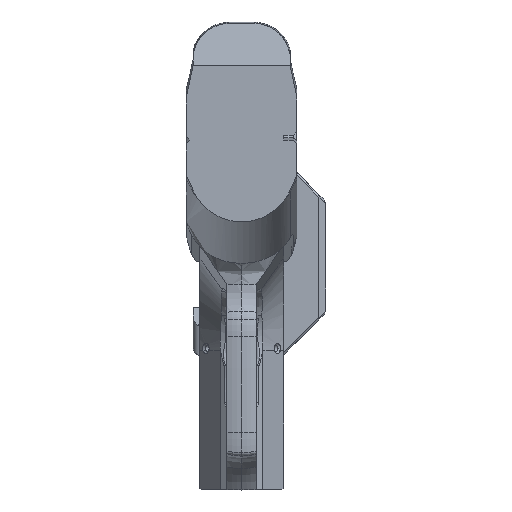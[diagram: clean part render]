
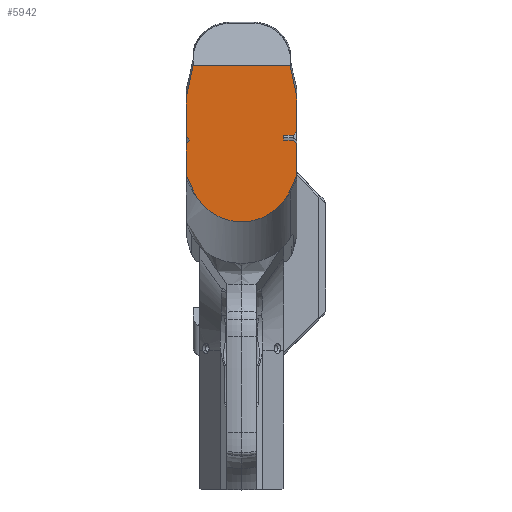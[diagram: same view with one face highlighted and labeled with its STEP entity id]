
A CAD part, front view. The second image highlights one B-rep face of the part: STEP entity #5942.
In plain terms, the highlighted planar face has unit normal (0, -1, 0).
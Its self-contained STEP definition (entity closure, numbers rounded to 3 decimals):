
#201=LINE('',#8216,#675);
#205=LINE('',#8224,#679);
#206=LINE('',#8226,#680);
#208=LINE('',#8230,#682);
#224=LINE('',#8364,#698);
#235=LINE('',#8399,#709);
#247=LINE('',#8442,#721);
#257=LINE('',#8685,#731);
#264=LINE('',#8699,#738);
#266=LINE('',#8703,#740);
#267=LINE('',#8705,#741);
#268=LINE('',#8707,#742);
#269=LINE('',#8708,#743);
#270=LINE('',#8731,#744);
#675=VECTOR('',#6831,1000.);
#679=VECTOR('',#6837,1000.);
#680=VECTOR('',#6840,1000.);
#682=VECTOR('',#6844,1000.);
#698=VECTOR('',#6892,1000.);
#709=VECTOR('',#6915,1000.);
#721=VECTOR('',#6939,1000.);
#731=VECTOR('',#6971,1000.);
#738=VECTOR('',#6984,1000.);
#740=VECTOR('',#6988,1000.);
#741=VECTOR('',#6989,1000.);
#742=VECTOR('',#6990,1000.);
#743=VECTOR('',#6991,1000.);
#744=VECTOR('',#6992,1000.);
#1104=B_SPLINE_CURVE_WITH_KNOTS('',3,(#8710,#8711,#8712,#8713,#8714,#8715,
#8716,#8717,#8718,#8719,#8720,#8721,#8722,#8723,#8724,#8725,#8726,#8727,
#8728,#8729),.UNSPECIFIED.,.F.,.F.,(4,1,1,1,1,1,1,1,1,1,1,1,1,1,1,1,1,4),
(0.045,0.048,0.05,0.051,
0.054,0.057,0.063,0.066,
0.069,0.072,0.075,0.078,
0.08,0.083,0.086,0.088,
0.089,0.092),.UNSPECIFIED.);
#1699=ORIENTED_EDGE('',*,*,#3335,.F.);
#1700=ORIENTED_EDGE('',*,*,#3333,.T.);
#1701=ORIENTED_EDGE('',*,*,#3332,.T.);
#1702=ORIENTED_EDGE('',*,*,#3379,.T.);
#1703=ORIENTED_EDGE('',*,*,#3394,.T.);
#1704=ORIENTED_EDGE('',*,*,#3429,.T.);
#1705=ORIENTED_EDGE('',*,*,#3430,.T.);
#1706=ORIENTED_EDGE('',*,*,#3431,.F.);
#1707=ORIENTED_EDGE('',*,*,#3420,.T.);
#1708=ORIENTED_EDGE('',*,*,#3427,.T.);
#1709=ORIENTED_EDGE('',*,*,#3432,.F.);
#1710=ORIENTED_EDGE('',*,*,#3433,.F.);
#1711=ORIENTED_EDGE('',*,*,#3434,.T.);
#1712=ORIENTED_EDGE('',*,*,#3365,.T.);
#1713=ORIENTED_EDGE('',*,*,#3328,.F.);
#3328=EDGE_CURVE('',#4229,#4230,#201,.T.);
#3332=EDGE_CURVE('',#4231,#4232,#205,.F.);
#3333=EDGE_CURVE('',#4233,#4231,#206,.T.);
#3335=EDGE_CURVE('',#4233,#4229,#208,.T.);
#3365=EDGE_CURVE('',#4252,#4230,#224,.T.);
#3379=EDGE_CURVE('',#4232,#4261,#235,.F.);
#3394=EDGE_CURVE('',#4261,#4270,#247,.F.);
#3420=EDGE_CURVE('',#4289,#4288,#257,.T.);
#3427=EDGE_CURVE('',#4288,#4293,#264,.T.);
#3429=EDGE_CURVE('',#4270,#4294,#266,.T.);
#3430=EDGE_CURVE('',#4294,#4295,#267,.F.);
#3431=EDGE_CURVE('',#4289,#4295,#268,.T.);
#3432=EDGE_CURVE('',#4296,#4293,#269,.T.);
#3433=EDGE_CURVE('',#4297,#4296,#1104,.F.);
#3434=EDGE_CURVE('',#4297,#4252,#270,.F.);
#4229=VERTEX_POINT('',#8215);
#4230=VERTEX_POINT('',#8217);
#4231=VERTEX_POINT('',#8221);
#4232=VERTEX_POINT('',#8223);
#4233=VERTEX_POINT('',#8227);
#4252=VERTEX_POINT('',#8365);
#4261=VERTEX_POINT('',#8398);
#4270=VERTEX_POINT('',#8441);
#4288=VERTEX_POINT('',#8684);
#4289=VERTEX_POINT('',#8686);
#4293=VERTEX_POINT('',#8700);
#4294=VERTEX_POINT('',#8704);
#4295=VERTEX_POINT('',#8706);
#4296=VERTEX_POINT('',#8709);
#4297=VERTEX_POINT('',#8730);
#5017=EDGE_LOOP('',(#1699,#1700,#1701,#1702,#1703,#1704,#1705,#1706,#1707,
#1708,#1709,#1710,#1711,#1712,#1713));
#5384=FACE_BOUND('',#5017,.T.);
#5729=PLANE('',#6323);
#5942=ADVANCED_FACE('',(#5384),#5729,.T.);
#6323=AXIS2_PLACEMENT_3D('',#8702,#6986,#6987);
#6831=DIRECTION('',(1.,0.,0.));
#6837=DIRECTION('',(-0.706,0.,-0.708));
#6840=DIRECTION('',(1.,0.,0.));
#6844=DIRECTION('',(0.,0.,-1.));
#6892=DIRECTION('',(-0.706,0.,0.708));
#6915=DIRECTION('',(0.,0.,-1.));
#6939=DIRECTION('',(0.205,0.,-0.979));
#6971=DIRECTION('',(0.655,0.,-0.756));
#6984=DIRECTION('',(-0.655,0.,-0.756));
#6986=DIRECTION('',(0.,-1.,0.));
#6987=DIRECTION('',(0.,0.,1.));
#6988=DIRECTION('',(-1.,0.,0.));
#6989=DIRECTION('',(0.205,0.,0.979));
#6990=DIRECTION('',(0.,0.,1.));
#6991=DIRECTION('',(0.,0.,1.));
#6992=DIRECTION('',(0.,0.,-1.));
#8215=CARTESIAN_POINT('',(12.873,-173.143,245.108));
#8216=CARTESIAN_POINT('',(12.869,-173.143,245.108));
#8217=CARTESIAN_POINT('',(15.869,-173.143,245.108));
#8221=CARTESIAN_POINT('',(15.873,-173.143,246.611));
#8223=CARTESIAN_POINT('',(16.873,-173.143,247.613));
#8224=CARTESIAN_POINT('',(17.017,-173.143,247.757));
#8226=CARTESIAN_POINT('',(11.254,-173.143,246.611));
#8227=CARTESIAN_POINT('',(12.873,-173.143,246.611));
#8230=CARTESIAN_POINT('',(12.873,-173.136,222.78));
#8364=CARTESIAN_POINT('',(16.736,-173.142,244.24));
#8365=CARTESIAN_POINT('',(16.869,-173.142,244.106));
#8398=CARTESIAN_POINT('',(16.873,-173.147,258.22));
#8399=CARTESIAN_POINT('',(16.873,-173.138,230.371));
#8441=CARTESIAN_POINT('',(14.873,-173.15,267.786));
#8442=CARTESIAN_POINT('',(14.873,-173.15,267.786));
#8684=CARTESIAN_POINT('',(-15.631,-173.143,245.108));
#8685=CARTESIAN_POINT('',(-21.033,-173.145,251.346));
#8686=CARTESIAN_POINT('',(-16.631,-173.143,246.263));
#8699=CARTESIAN_POINT('',(-7.993,-173.145,253.927));
#8700=CARTESIAN_POINT('',(-16.631,-173.142,243.953));
#8702=CARTESIAN_POINT('',(-12.706,-173.136,222.78));
#8703=CARTESIAN_POINT('',(-12.706,-173.15,267.786));
#8704=CARTESIAN_POINT('',(-14.631,-173.15,267.786));
#8705=CARTESIAN_POINT('',(-14.631,-173.15,267.786));
#8706=CARTESIAN_POINT('',(-16.631,-173.147,258.22));
#8707=CARTESIAN_POINT('',(-16.631,-173.166,320.433));
#8708=CARTESIAN_POINT('',(-16.631,-173.138,230.371));
#8709=CARTESIAN_POINT('',(-16.631,-173.139,234.359));
#8710=CARTESIAN_POINT('',(-16.631,-173.139,234.359));
#8711=CARTESIAN_POINT('',(-16.236,-173.139,233.47));
#8712=CARTESIAN_POINT('',(-15.644,-173.139,232.137));
#8713=CARTESIAN_POINT('',(-14.856,-173.138,230.359));
#8714=CARTESIAN_POINT('',(-14.065,-173.137,228.584));
#8715=CARTESIAN_POINT('',(-12.75,-173.137,226.518));
#8716=CARTESIAN_POINT('',(-10.068,-173.136,223.613));
#8717=CARTESIAN_POINT('',(-6.68,-173.135,221.532));
#8718=CARTESIAN_POINT('',(-2.872,-173.135,220.451));
#8719=CARTESIAN_POINT('',(0.051,-173.135,220.172));
#8720=CARTESIAN_POINT('',(3.018,-173.135,220.434));
#8721=CARTESIAN_POINT('',(5.841,-173.135,221.215));
#8722=CARTESIAN_POINT('',(8.524,-173.136,222.519));
#8723=CARTESIAN_POINT('',(10.882,-173.136,224.254));
#8724=CARTESIAN_POINT('',(12.92,-173.137,226.431));
#8725=CARTESIAN_POINT('',(14.248,-173.137,228.477));
#8726=CARTESIAN_POINT('',(15.063,-173.138,230.285));
#8727=CARTESIAN_POINT('',(15.864,-173.139,232.096));
#8728=CARTESIAN_POINT('',(16.468,-173.139,233.454));
#8729=CARTESIAN_POINT('',(16.869,-173.139,234.359));
#8730=CARTESIAN_POINT('',(16.869,-173.139,234.359));
#8731=CARTESIAN_POINT('',(16.869,-173.164,314.034));
